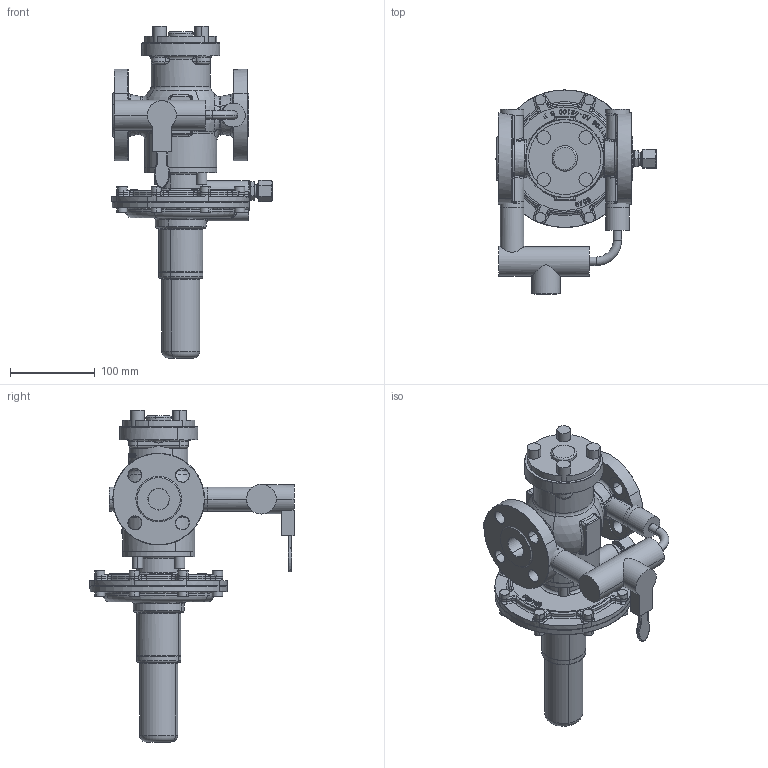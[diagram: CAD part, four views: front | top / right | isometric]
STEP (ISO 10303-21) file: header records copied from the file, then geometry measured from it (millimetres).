
FILE_DESCRIPTION(('CATIA V5 STEP Exchange'),'2;1');
FILE_NAME('S100 DN025 ANSI.stp','2023-04-26T06:55:20+00:00',('none'),('none'),'CATIA Version 5-6 Release 2018 SP2','CATIA V5 STEP AP203','none');
FILE_SCHEMA(('CONFIG_CONTROL_DESIGN'));
Length unit declared in the file: millimetre
Products named in the file (1): Product1
Assembly tree (2 placements, depth 2):
  Product1
    #57
    #112614
Bounding box: 188.5 x 240.5 x 391.06 mm (x, y, z)
Volume: 2343652.9 mm3; surface area: 334262.2 mm2
Topology: 5 solids, 1002 shells, 2746 faces, 10041 edges, 8332 vertices
Faces by surface type: plane 1749, cylinder 495, torus 266, bspline 109, cone 105, sphere 22
Entity records: 122467 total; most frequent: CARTESIAN_POINT 45014, ORIENTED_EDGE 14638, DIRECTION 11865, EDGE_CURVE 9988, VERTEX_POINT 8332, VECTOR 5929, LINE 5929, AXIS2_PLACEMENT_3D 3749
